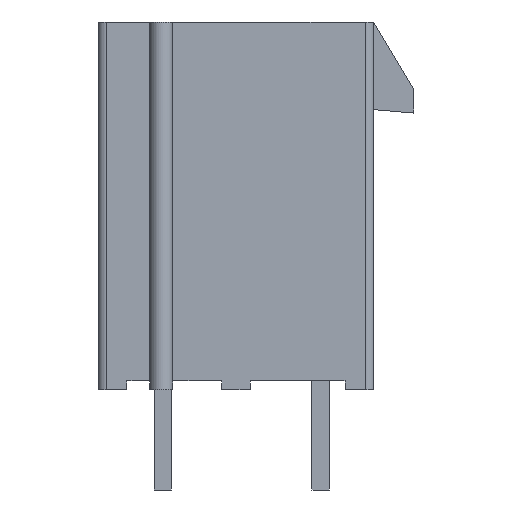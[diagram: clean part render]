
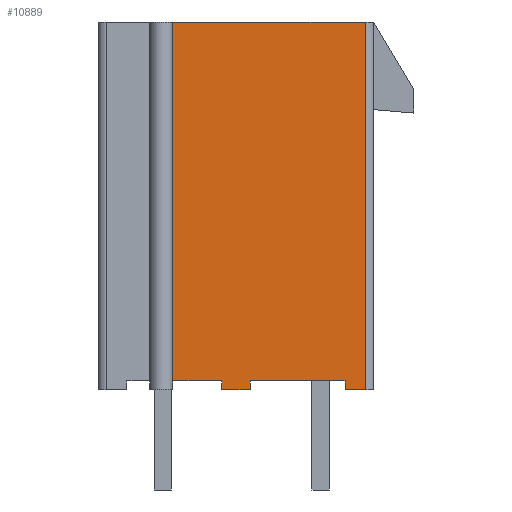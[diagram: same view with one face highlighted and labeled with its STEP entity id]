
A CAD part, left-side view. The second image highlights one B-rep face of the part: STEP entity #10889.
In plain terms, the highlighted planar face has unit normal (-1, 0, 0).
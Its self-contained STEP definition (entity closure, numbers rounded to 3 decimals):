
#10392=CARTESIAN_POINT('',(-21.6,-0.5,0.));
#10393=VERTEX_POINT('',#10392);
#10400=CARTESIAN_POINT('',(-21.6,0.5,0.));
#10401=VERTEX_POINT('',#10400);
#10402=CARTESIAN_POINT('',(-21.6,0.5,0.));
#10403=DIRECTION('',(0.0,-1.0,0.0));
#10404=VECTOR('',#10403,1.0);
#10405=LINE('',#10402,#10404);
#10406=EDGE_CURVE('',#10401,#10393,#10405,.T.);
#10431=CARTESIAN_POINT('',(-21.6,-4.5,0.));
#10432=VERTEX_POINT('',#10431);
#10440=CARTESIAN_POINT('',(-21.6,-3.8,0.));
#10441=VERTEX_POINT('',#10440);
#10442=CARTESIAN_POINT('',(-21.6,-3.8,0.));
#10443=DIRECTION('',(0.0,-1.0,0.0));
#10444=VECTOR('',#10443,0.7);
#10445=LINE('',#10442,#10444);
#10446=EDGE_CURVE('',#10441,#10432,#10445,.T.);
#10666=CARTESIAN_POINT('',(-21.6,-3.8,0.3));
#10667=VERTEX_POINT('',#10666);
#10674=CARTESIAN_POINT('',(-21.6,-0.5,0.3));
#10675=VERTEX_POINT('',#10674);
#10676=CARTESIAN_POINT('',(-21.6,-0.5,0.3));
#10677=DIRECTION('',(0.0,-1.0,0.0));
#10678=VECTOR('',#10677,3.3);
#10679=LINE('',#10676,#10678);
#10680=EDGE_CURVE('',#10675,#10667,#10679,.T.);
#10696=CARTESIAN_POINT('',(-21.6,-0.5,0.0));
#10697=DIRECTION('',(0.0,0.0,1.0));
#10698=VECTOR('',#10697,0.3);
#10699=LINE('',#10696,#10698);
#10700=EDGE_CURVE('',#10393,#10675,#10699,.T.);
#10715=CARTESIAN_POINT('',(-21.6,-3.8,0.3));
#10716=DIRECTION('',(0.0,0.0,-1.0));
#10717=VECTOR('',#10716,0.3);
#10718=LINE('',#10715,#10717);
#10719=EDGE_CURVE('',#10667,#10441,#10718,.T.);
#10740=CARTESIAN_POINT('',(-21.6,2.2,0.3));
#10741=VERTEX_POINT('',#10740);
#10771=CARTESIAN_POINT('',(-21.6,0.5,0.3));
#10772=VERTEX_POINT('',#10771);
#10779=CARTESIAN_POINT('',(-21.6,2.2,0.3));
#10780=DIRECTION('',(0.0,-1.0,0.0));
#10781=VECTOR('',#10780,1.7);
#10782=LINE('',#10779,#10781);
#10783=EDGE_CURVE('',#10741,#10772,#10782,.T.);
#10827=CARTESIAN_POINT('',(-21.6,0.5,0.3));
#10828=DIRECTION('',(0.0,0.0,-1.0));
#10829=VECTOR('',#10828,0.3);
#10830=LINE('',#10827,#10829);
#10831=EDGE_CURVE('',#10772,#10401,#10830,.T.);
#10853=CARTESIAN_POINT('',(-21.6,2.2,12.8));
#10854=DIRECTION('',(-1.0,0.0,0.0));
#10855=DIRECTION('',(0.0,0.0,1.0));
#10856=AXIS2_PLACEMENT_3D('',#10853,#10854,#10855);
#10857=PLANE('',#10856);
#10858=ORIENTED_EDGE('',*,*,#10700,.T.);
#10859=ORIENTED_EDGE('',*,*,#10680,.T.);
#10860=ORIENTED_EDGE('',*,*,#10719,.T.);
#10861=ORIENTED_EDGE('',*,*,#10446,.T.);
#10862=CARTESIAN_POINT('',(-21.6,-4.5,12.8));
#10863=VERTEX_POINT('',#10862);
#10864=CARTESIAN_POINT('',(-21.6,-4.5,12.8));
#10865=DIRECTION('',(0.0,0.0,-1.0));
#10866=VECTOR('',#10865,12.8);
#10867=LINE('',#10864,#10866);
#10868=EDGE_CURVE('',#10863,#10432,#10867,.T.);
#10869=ORIENTED_EDGE('',*,*,#10868,.F.);
#10870=CARTESIAN_POINT('',(-21.6,2.2,12.8));
#10871=VERTEX_POINT('',#10870);
#10872=CARTESIAN_POINT('',(-21.6,-4.5,12.8));
#10873=DIRECTION('',(0.0,1.0,0.0));
#10874=VECTOR('',#10873,6.7);
#10875=LINE('',#10872,#10874);
#10876=EDGE_CURVE('',#10863,#10871,#10875,.T.);
#10877=ORIENTED_EDGE('',*,*,#10876,.T.);
#10878=CARTESIAN_POINT('',(-21.6,2.2,12.8));
#10879=DIRECTION('',(0.0,0.0,-1.0));
#10880=VECTOR('',#10879,12.5);
#10881=LINE('',#10878,#10880);
#10882=EDGE_CURVE('',#10871,#10741,#10881,.T.);
#10883=ORIENTED_EDGE('',*,*,#10882,.T.);
#10884=ORIENTED_EDGE('',*,*,#10783,.T.);
#10885=ORIENTED_EDGE('',*,*,#10831,.T.);
#10886=ORIENTED_EDGE('',*,*,#10406,.T.);
#10887=EDGE_LOOP('',(#10858,#10859,#10860,#10861,#10869,#10877,#10883,#10884,#10885,#10886));
#10888=FACE_OUTER_BOUND('',#10887,.T.);
#10889=ADVANCED_FACE('',(#10888),#10857,.T.);
